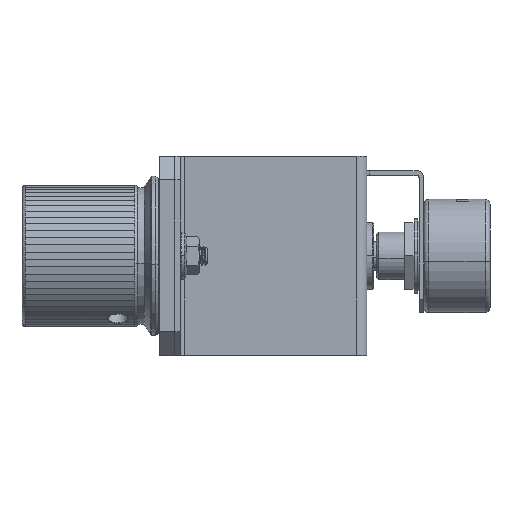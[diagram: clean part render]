
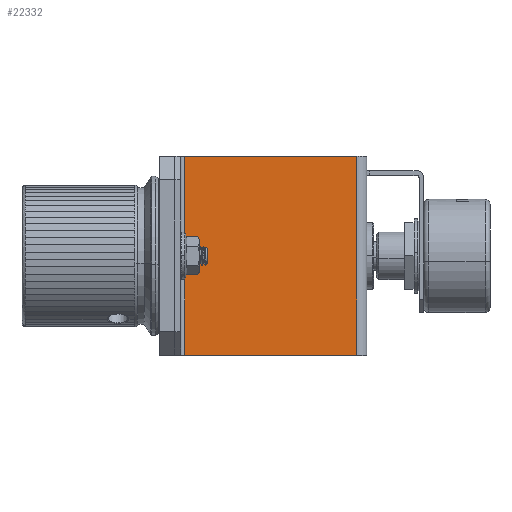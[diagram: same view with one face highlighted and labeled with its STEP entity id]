
A CAD part, top view. The second image highlights one B-rep face of the part: STEP entity #22332.
In plain terms, the highlighted face is planar.
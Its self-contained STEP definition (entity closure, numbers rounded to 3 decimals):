
#1371 = CARTESIAN_POINT ( 'NONE',  ( 40., 0., 42. ) ) ;
#1584 = LINE ( 'NONE', #21830, #39012 ) ;
#1846 = DIRECTION ( 'NONE',  ( 0., 1., 0. ) ) ;
#1988 = AXIS2_PLACEMENT_3D ( 'NONE', #1371, #14650, #11382 ) ;
#3213 = ORIENTED_EDGE ( 'NONE', *, *, #18668, .T. ) ;
#4062 = DIRECTION ( 'NONE',  ( 0., 0., 1. ) ) ;
#4092 = DIRECTION ( 'NONE',  ( 0., 1., 0. ) ) ;
#5970 = CARTESIAN_POINT ( 'NONE',  ( 40., 0., 0. ) ) ;
#6317 = VERTEX_POINT ( 'NONE', #42566 ) ;
#9156 = ORIENTED_EDGE ( 'NONE', *, *, #31773, .F. ) ;
#11131 = VECTOR ( 'NONE', #4092, 1000. ) ;
#11382 = DIRECTION ( 'NONE',  ( 0., 0., 1. ) ) ;
#14220 = CARTESIAN_POINT ( 'NONE',  ( 40., 38.479, 0. ) ) ;
#14650 = DIRECTION ( 'NONE',  ( -1., 0., 0. ) ) ;
#16508 = EDGE_CURVE ( 'NONE', #33194, #6317, #1584, .T. ) ;
#16686 = ORIENTED_EDGE ( 'NONE', *, *, #16508, .T. ) ;
#18668 = EDGE_CURVE ( 'NONE', #6317, #21320, #35408, .T. ) ;
#20399 = CARTESIAN_POINT ( 'NONE',  ( 40., 2.121, 42. ) ) ;
#20553 = EDGE_LOOP ( 'NONE', ( #3213, #40827, #9156, #16686 ) ) ;
#21054 = LINE ( 'NONE', #30423, #25806 ) ;
#21320 = VERTEX_POINT ( 'NONE', #14220 ) ;
#21496 = VERTEX_POINT ( 'NONE', #29880 ) ;
#21830 = CARTESIAN_POINT ( 'NONE',  ( 40., 2.121, 42. ) ) ;
#22332 = ADVANCED_FACE ( 'NONE', ( #34511 ), #34298, .F. ) ;
#23431 = VECTOR ( 'NONE', #1846, 1000. ) ;
#25806 = VECTOR ( 'NONE', #4062, 1000. ) ;
#29880 = CARTESIAN_POINT ( 'NONE',  ( 40., 38.479, 42. ) ) ;
#30423 = CARTESIAN_POINT ( 'NONE',  ( 40., 38.479, 42. ) ) ;
#31773 = EDGE_CURVE ( 'NONE', #33194, #21496, #40491, .T. ) ;
#31853 = DIRECTION ( 'NONE',  ( 0., 0., -1. ) ) ;
#33194 = VERTEX_POINT ( 'NONE', #20399 ) ;
#34269 = EDGE_CURVE ( 'NONE', #21320, #21496, #21054, .T. ) ;
#34298 = PLANE ( 'NONE',  #1988 ) ;
#34511 = FACE_OUTER_BOUND ( 'NONE', #20553, .T. ) ;
#35408 = LINE ( 'NONE', #5970, #23431 ) ;
#37412 = CARTESIAN_POINT ( 'NONE',  ( 40., 0., 42. ) ) ;
#39012 = VECTOR ( 'NONE', #31853, 1000. ) ;
#40491 = LINE ( 'NONE', #37412, #11131 ) ;
#40827 = ORIENTED_EDGE ( 'NONE', *, *, #34269, .T. ) ;
#42566 = CARTESIAN_POINT ( 'NONE',  ( 40., 2.121, 0. ) ) ;
